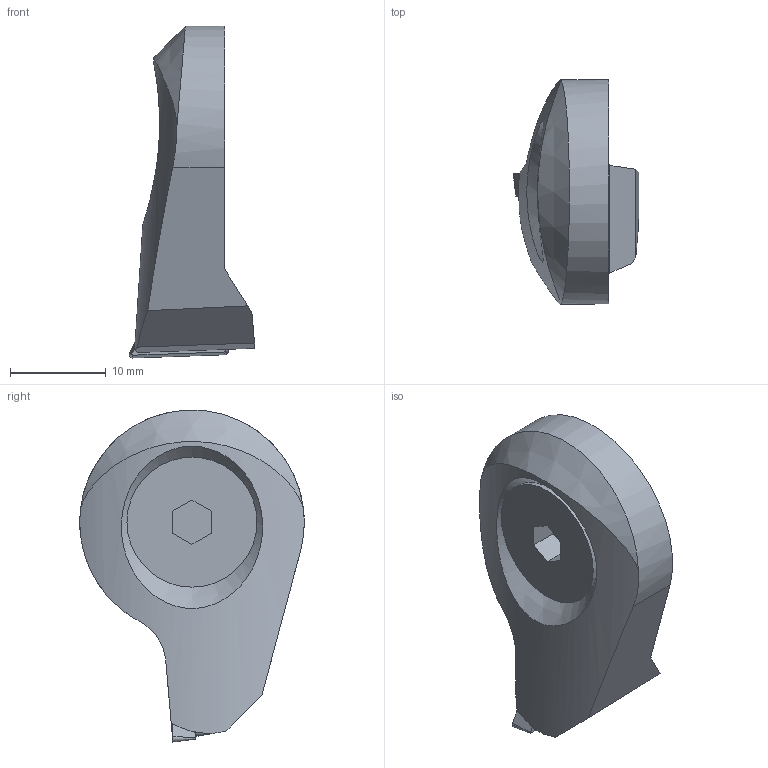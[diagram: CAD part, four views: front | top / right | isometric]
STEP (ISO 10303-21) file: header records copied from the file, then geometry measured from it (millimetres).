
FILE_DESCRIPTION(/* description */ (''),/* implementation_level */ '2;1');
FILE_NAME(/* name */ '1551787209768.stp',/* time_stamp */ '2019-03-05T13:00:26+01:00',/* author */ (''),/* organization */ ('SMS'),/* preprocessor_version */ 'ST-DEVELOPER v15',/* originating_system */ 'SIEMENS PLM Software NX 8.5',/* authorisation */ '');
FILE_SCHEMA (('AUTOMOTIVE_DESIGN { 1 0 10303 214 3 1 1 1 }'));
Length unit declared in the file: millimetre
Products named in the file (4): IsoTurningInsert; 202215376mod000_00; ASSEMBLY_CONSTRUCTION; 111169125mod000_01
Assembly tree (3 placements, depth 2):
  111169125mod000_01
    ASSEMBLY_CONSTRUCTION
    202215376mod000_00
    IsoTurningInsert
Bounding box: 13.18 x 23.5 x 34.74 mm (x, y, z)
Volume: 3994.2 mm3; surface area: 2097.1 mm2
Topology: 2 solids, 2 shells, 46 faces, 117 edges, 84 vertices
Faces by surface type: plane 26, cone 8, cylinder 8, torus 4
Full cylindrical faces by diameter (mm): 2.8 x2, 13.6 x1
Entity records: 1540 total; most frequent: CARTESIAN_POINT 317, DIRECTION 236, ORIENTED_EDGE 200, EDGE_CURVE 100, AXIS2_PLACEMENT_3D 89, VERTEX_POINT 71, EDGE_LOOP 61, LINE 58
